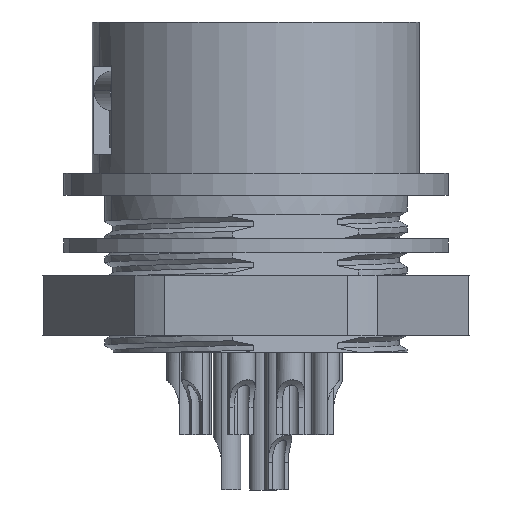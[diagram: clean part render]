
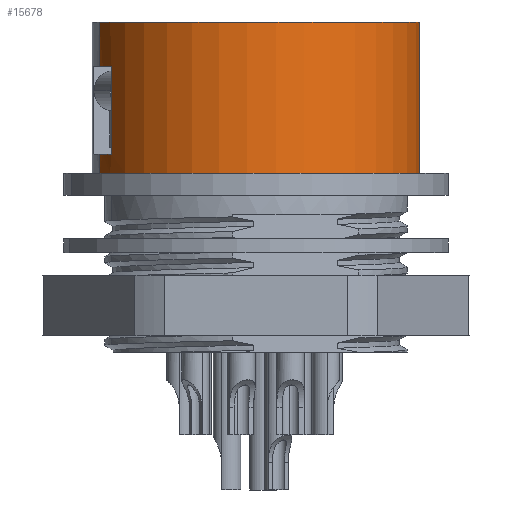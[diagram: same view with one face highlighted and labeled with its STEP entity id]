
A CAD part, left-side view. The second image highlights one B-rep face of the part: STEP entity #15678.
In plain terms, the highlighted cylindrical face has radius 5.95 mm (diameter 11.9 mm), a partial arc.
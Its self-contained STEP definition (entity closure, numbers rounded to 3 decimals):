
#49 = VERTEX_POINT ( 'NONE', #2969 ) ;
#305 = DIRECTION ( 'NONE',  ( 0.292, -0.956, 0. ) ) ;
#403 = EDGE_CURVE ( 'NONE', #9152, #4255, #17369, .T. ) ;
#539 = VERTEX_POINT ( 'NONE', #15351 ) ;
#598 = VERTEX_POINT ( 'NONE', #15646 ) ;
#649 = DIRECTION ( 'NONE',  ( 0., 0., 1. ) ) ;
#700 = ORIENTED_EDGE ( 'NONE', *, *, #5689, .F. ) ;
#1568 = ORIENTED_EDGE ( 'NONE', *, *, #18265, .T. ) ;
#1952 = VECTOR ( 'NONE', #18694, 1000. ) ;
#2080 = CARTESIAN_POINT ( 'NONE',  ( 0., 0., 4.399 ) ) ;
#2129 = CARTESIAN_POINT ( 'NONE',  ( 0., 0., 3.399 ) ) ;
#2334 = VERTEX_POINT ( 'NONE', #9854 ) ;
#2769 = EDGE_CURVE ( 'NONE', #4255, #49, #20240, .T. ) ;
#2796 = CARTESIAN_POINT ( 'NONE',  ( -1.738, 5.69, 7.599 ) ) ;
#2884 = VERTEX_POINT ( 'NONE', #7978 ) ;
#2910 = VECTOR ( 'NONE', #17340, 1000. ) ;
#2927 = CARTESIAN_POINT ( 'NONE',  ( 1.738, -5.69, 3.399 ) ) ;
#2969 = CARTESIAN_POINT ( 'NONE',  ( -2.805, 5.247, 4.399 ) ) ;
#3335 = CIRCLE ( 'NONE', #12568, 5.95 ) ;
#3480 = CARTESIAN_POINT ( 'NONE',  ( -1.738, 5.69, 3.399 ) ) ;
#3491 = VERTEX_POINT ( 'NONE', #5572 ) ;
#3623 = DIRECTION ( 'NONE',  ( 0.292, -0.956, 0. ) ) ;
#4255 = VERTEX_POINT ( 'NONE', #13926 ) ;
#4797 = DIRECTION ( 'NONE',  ( 0., 0., -1. ) ) ;
#5254 = AXIS2_PLACEMENT_3D ( 'NONE', #5482, #11378, #17546 ) ;
#5482 = CARTESIAN_POINT ( 'NONE',  ( 0., 0., 7.599 ) ) ;
#5572 = CARTESIAN_POINT ( 'NONE',  ( 1.738, -5.69, 7.599 ) ) ;
#5651 = EDGE_LOOP ( 'NONE', ( #700, #20338, #15684, #1568, #12705, #10189, #16803, #8798, #8645, #17001, #12348, #16188 ) ) ;
#5689 = EDGE_CURVE ( 'NONE', #2334, #539, #17599, .T. ) ;
#6125 = DIRECTION ( 'NONE',  ( 0., 0., -1. ) ) ;
#6177 = EDGE_CURVE ( 'NONE', #49, #539, #14985, .T. ) ;
#6509 = DIRECTION ( 'NONE',  ( 0., 0., 1. ) ) ;
#6579 = DIRECTION ( 'NONE',  ( 0.292, -0.956, 0. ) ) ;
#6648 = CARTESIAN_POINT ( 'NONE',  ( 1.738, -5.69, 4.399 ) ) ;
#6680 = DIRECTION ( 'NONE',  ( 0., 0., 1. ) ) ;
#6863 = LINE ( 'NONE', #16448, #16787 ) ;
#7030 = DIRECTION ( 'NONE',  ( 0., 0., 1. ) ) ;
#7776 = CARTESIAN_POINT ( 'NONE',  ( -2.805, 5.247, 3.399 ) ) ;
#7895 = DIRECTION ( 'NONE',  ( 0.292, -0.956, 0. ) ) ;
#7978 = CARTESIAN_POINT ( 'NONE',  ( 1.738, -5.69, 3.699 ) ) ;
#8035 = DIRECTION ( 'NONE',  ( 0.292, -0.956, 0. ) ) ;
#8064 = AXIS2_PLACEMENT_3D ( 'NONE', #14499, #4797, #7895 ) ;
#8231 = FACE_OUTER_BOUND ( 'NONE', #5651, .T. ) ;
#8247 = VECTOR ( 'NONE', #11426, 1000. ) ;
#8353 = CARTESIAN_POINT ( 'NONE',  ( 0.606, -5.919, 4.399 ) ) ;
#8377 = DIRECTION ( 'NONE',  ( 0., 0., -1. ) ) ;
#8493 = AXIS2_PLACEMENT_3D ( 'NONE', #19185, #6509, #305 ) ;
#8645 = ORIENTED_EDGE ( 'NONE', *, *, #12513, .F. ) ;
#8798 = ORIENTED_EDGE ( 'NONE', *, *, #10382, .T. ) ;
#8868 = CIRCLE ( 'NONE', #5254, 5.95 ) ;
#8921 = VECTOR ( 'NONE', #6125, 1000. ) ;
#9152 = VERTEX_POINT ( 'NONE', #2796 ) ;
#9340 = EDGE_CURVE ( 'NONE', #2884, #10989, #12078, .T. ) ;
#9381 = VERTEX_POINT ( 'NONE', #19585 ) ;
#9408 = LINE ( 'NONE', #9830, #2910 ) ;
#9826 = AXIS2_PLACEMENT_3D ( 'NONE', #2080, #8377, #3623 ) ;
#9830 = CARTESIAN_POINT ( 'NONE',  ( 0.606, -5.919, 3.399 ) ) ;
#9854 = CARTESIAN_POINT ( 'NONE',  ( -1.738, 5.69, 3.699 ) ) ;
#10189 = ORIENTED_EDGE ( 'NONE', *, *, #19794, .T. ) ;
#10382 = EDGE_CURVE ( 'NONE', #9381, #18003, #17055, .T. ) ;
#10829 = EDGE_CURVE ( 'NONE', #3491, #9381, #18806, .T. ) ;
#10989 = VERTEX_POINT ( 'NONE', #6648 ) ;
#11378 = DIRECTION ( 'NONE',  ( 0., 0., 1. ) ) ;
#11426 = DIRECTION ( 'NONE',  ( 0., 0., 1. ) ) ;
#11499 = AXIS2_PLACEMENT_3D ( 'NONE', #14502, #14607, #17669 ) ;
#11691 = CARTESIAN_POINT ( 'NONE',  ( 0., 0., 3.699 ) ) ;
#11977 = VERTEX_POINT ( 'NONE', #8353 ) ;
#12078 = LINE ( 'NONE', #13626, #19369 ) ;
#12145 = CIRCLE ( 'NONE', #9826, 5.95 ) ;
#12348 = ORIENTED_EDGE ( 'NONE', *, *, #2769, .T. ) ;
#12513 = EDGE_CURVE ( 'NONE', #9152, #18003, #6863, .T. ) ;
#12568 = AXIS2_PLACEMENT_3D ( 'NONE', #11691, #7030, #8035 ) ;
#12596 = AXIS2_PLACEMENT_3D ( 'NONE', #2129, #6680, #6579 ) ;
#12705 = ORIENTED_EDGE ( 'NONE', *, *, #18602, .T. ) ;
#13626 = CARTESIAN_POINT ( 'NONE',  ( 1.738, -5.69, 3.399 ) ) ;
#13926 = CARTESIAN_POINT ( 'NONE',  ( -2.805, 5.247, 7.599 ) ) ;
#14171 = EDGE_CURVE ( 'NONE', #2334, #2884, #3335, .T. ) ;
#14499 = CARTESIAN_POINT ( 'NONE',  ( 0., 0., 4.399 ) ) ;
#14502 = CARTESIAN_POINT ( 'NONE',  ( 0., 0., 9.199 ) ) ;
#14526 = CYLINDRICAL_SURFACE ( 'NONE', #12596, 5.95 ) ;
#14607 = DIRECTION ( 'NONE',  ( 0., 0., -1. ) ) ;
#14880 = DIRECTION ( 'NONE',  ( 0., 0., 1. ) ) ;
#14985 = CIRCLE ( 'NONE', #8064, 5.95 ) ;
#15351 = CARTESIAN_POINT ( 'NONE',  ( -1.738, 5.69, 4.399 ) ) ;
#15646 = CARTESIAN_POINT ( 'NONE',  ( 0.606, -5.919, 7.599 ) ) ;
#15678 = ADVANCED_FACE ( 'NONE', ( #8231 ), #14526, .T. ) ;
#15684 = ORIENTED_EDGE ( 'NONE', *, *, #9340, .T. ) ;
#16188 = ORIENTED_EDGE ( 'NONE', *, *, #6177, .T. ) ;
#16448 = CARTESIAN_POINT ( 'NONE',  ( -1.738, 5.69, 3.399 ) ) ;
#16787 = VECTOR ( 'NONE', #649, 1000. ) ;
#16803 = ORIENTED_EDGE ( 'NONE', *, *, #10829, .T. ) ;
#17001 = ORIENTED_EDGE ( 'NONE', *, *, #403, .T. ) ;
#17009 = CARTESIAN_POINT ( 'NONE',  ( -1.738, 5.69, 9.199 ) ) ;
#17055 = CIRCLE ( 'NONE', #11499, 5.95 ) ;
#17340 = DIRECTION ( 'NONE',  ( 0., 0., 1. ) ) ;
#17369 = CIRCLE ( 'NONE', #8493, 5.95 ) ;
#17546 = DIRECTION ( 'NONE',  ( 0.292, -0.956, 0. ) ) ;
#17599 = LINE ( 'NONE', #3480, #8247 ) ;
#17669 = DIRECTION ( 'NONE',  ( 0.292, -0.956, 0. ) ) ;
#18003 = VERTEX_POINT ( 'NONE', #17009 ) ;
#18265 = EDGE_CURVE ( 'NONE', #10989, #11977, #12145, .T. ) ;
#18602 = EDGE_CURVE ( 'NONE', #11977, #598, #9408, .T. ) ;
#18694 = DIRECTION ( 'NONE',  ( 0., 0., 1. ) ) ;
#18806 = LINE ( 'NONE', #2927, #1952 ) ;
#19185 = CARTESIAN_POINT ( 'NONE',  ( 0., 0., 7.599 ) ) ;
#19369 = VECTOR ( 'NONE', #14880, 1000. ) ;
#19585 = CARTESIAN_POINT ( 'NONE',  ( 1.738, -5.69, 9.199 ) ) ;
#19794 = EDGE_CURVE ( 'NONE', #598, #3491, #8868, .T. ) ;
#20240 = LINE ( 'NONE', #7776, #8921 ) ;
#20338 = ORIENTED_EDGE ( 'NONE', *, *, #14171, .T. ) ;
